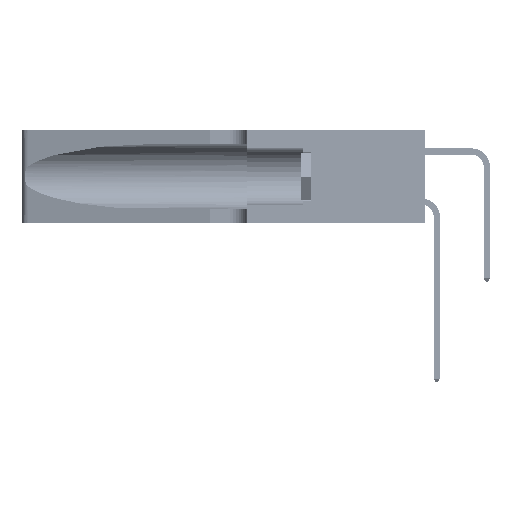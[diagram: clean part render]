
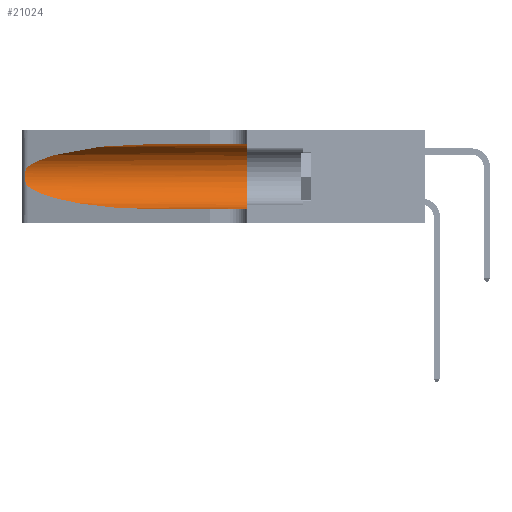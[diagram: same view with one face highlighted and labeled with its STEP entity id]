
A CAD part, left-side view. The second image highlights one B-rep face of the part: STEP entity #21024.
In plain terms, the highlighted cylindrical face has radius 3.308 mm (diameter 6.617 mm), a partial arc.
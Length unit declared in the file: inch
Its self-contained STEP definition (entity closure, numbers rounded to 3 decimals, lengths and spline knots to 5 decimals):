
#1855 = VECTOR ( 'NONE', #3984, 39.37008 ) ;
#1915 = CARTESIAN_POINT ( 'NONE',  ( 0.26017, 1.23833, 0.17102 ) ) ;
#2458 = CARTESIAN_POINT ( 'NONE',  ( 0.1305, 0.72297, 0.05475 ) ) ;
#3173 = VERTEX_POINT ( 'NONE', #32246 ) ;
#3688 = VECTOR ( 'NONE', #26413, 39.37008 ) ;
#3984 = DIRECTION ( 'NONE',  ( 0., -1., 0. ) ) ;
#4863 = CARTESIAN_POINT ( 'NONE',  ( 0.1305, 0.35, 0.185 ) ) ;
#5807 = CARTESIAN_POINT ( 'NONE',  ( 0.25487, 1.22718, 0.22369 ) ) ;
#5988 = CARTESIAN_POINT ( 'NONE',  ( 0.25555, 1.22994, 0.2215 ) ) ;
#6169 = CARTESIAN_POINT ( 'NONE',  ( 0.25789, 1.23486, 0.15765 ) ) ;
#6323 = LINE ( 'NONE', #13924, #3688 ) ;
#7002 = VERTEX_POINT ( 'NONE', #21156 ) ;
#9053 = DIRECTION ( 'NONE',  ( 0., 0., 1. ) ) ;
#9355 = VERTEX_POINT ( 'NONE', #32459 ) ;
#10070 = CARTESIAN_POINT ( 'NONE',  ( 0.1305, 0.72297, 0.31525 ) ) ;
#10371 = CARTESIAN_POINT ( 'NONE',  ( 0.25555, 1.22993, 0.14849 ) ) ;
#10730 = CARTESIAN_POINT ( 'NONE',  ( 0.25487, 1.22718, 0.14631 ) ) ;
#11721 = LINE ( 'NONE', #28893, #1855 ) ;
#12010 = EDGE_CURVE ( 'NONE', #7002, #3173, #35528, .T. ) ;
#13924 = CARTESIAN_POINT ( 'NONE',  ( 0.1305, 1.61858, 0.31525 ) ) ;
#14003 = CARTESIAN_POINT ( 'NONE',  ( 0.1305, 1.61858, 0.185 ) ) ;
#14183 = DIRECTION ( 'NONE',  ( 0., 0., -1. ) ) ;
#14295 = CARTESIAN_POINT ( 'NONE',  ( 0.2373, 1.15595, 0.28018 ) ) ;
#14680 = EDGE_CURVE ( 'NONE', #36831, #3173, #11721, .T. ) ;
#14958 = ORIENTED_EDGE ( 'NONE', *, *, #21681, .T. ) ;
#16181 = EDGE_CURVE ( 'NONE', #9355, #7002, #6323, .T. ) ;
#18554 = CARTESIAN_POINT ( 'NONE',  ( 0.25787, 1.23484, 0.2124 ) ) ;
#18693 = FACE_OUTER_BOUND ( 'NONE', #31061, .T. ) ;
#20906 = VERTEX_POINT ( 'NONE', #38304 ) ;
#21024 = ADVANCED_FACE ( 'NONE', ( #18693 ), #50422, .F. ) ;
#21156 = CARTESIAN_POINT ( 'NONE',  ( 0.1305, 0.35, 0.31525 ) ) ;
#21672 = ORIENTED_EDGE ( 'NONE', *, *, #48215, .T. ) ;
#21681 = EDGE_CURVE ( 'NONE', #9355, #28734, #52028, .T. ) ;
#22069 = CARTESIAN_POINT ( 'NONE',  ( 0.25487, 1.22718, 0.22369 ) ) ;
#22746 = CARTESIAN_POINT ( 'NONE',  ( 0.26018, 1.23835, 0.19895 ) ) ;
#26413 = DIRECTION ( 'NONE',  ( 0., -1., 0. ) ) ;
#26895 = CARTESIAN_POINT ( 'NONE',  ( 0.26075, 1.23896, 0.178 ) ) ;
#27234 = ORIENTED_EDGE ( 'NONE', *, *, #12010, .F. ) ;
#27415 = CARTESIAN_POINT ( 'NONE',  ( 0.18966, 0.96281, 0.05475 ) ) ;
#28734 = VERTEX_POINT ( 'NONE', #22069 ) ;
#28815 = B_SPLINE_CURVE_WITH_KNOTS ( 'NONE', 3,
 ( #5807, #5988, #43390, #18554, #47542, #22746, #51654, #26895, #1915, #31018, #6169, #35227, #10371, #39421 ),
 .UNSPECIFIED., .F., .F.,
 ( 4, 2, 2, 2, 2, 2, 4 ),
 ( 0., 0.00027, 0.00053, 0.00107, 0.0016, 0.00187, 0.00214 ),
 .UNSPECIFIED. ) ;
#28893 = CARTESIAN_POINT ( 'NONE',  ( 0.1305, 1.61858, 0.05475 ) ) ;
#30292 = AXIS2_PLACEMENT_3D ( 'NONE', #4863, #33910, #9053 ) ;
#30716 = CARTESIAN_POINT ( 'NONE',  ( 0.18966, 0.96281, 0.31525 ) ) ;
#31018 = CARTESIAN_POINT ( 'NONE',  ( 0.25856, 1.23593, 0.16098 ) ) ;
#31061 = EDGE_LOOP ( 'NONE', ( #14958, #35524, #21672, #46804, #27234, #35044 ) ) ;
#32246 = CARTESIAN_POINT ( 'NONE',  ( 0.1305, 0.35, 0.05475 ) ) ;
#32459 = CARTESIAN_POINT ( 'NONE',  ( 0.1305, 0.72297, 0.31525 ) ) ;
#33910 = DIRECTION ( 'NONE',  ( 0., 1., 0. ) ) ;
#35044 = ORIENTED_EDGE ( 'NONE', *, *, #16181, .F. ) ;
#35227 = CARTESIAN_POINT ( 'NONE',  ( 0.25639, 1.23186, 0.15144 ) ) ;
#35524 = ORIENTED_EDGE ( 'NONE', *, *, #38193, .T. ) ;
#35528 = CIRCLE ( 'NONE', #30292, 0.13025 ) ;
#36831 = VERTEX_POINT ( 'NONE', #38637 ) ;
#38193 = EDGE_CURVE ( 'NONE', #28734, #20906, #28815, .T. ) ;
#38304 = CARTESIAN_POINT ( 'NONE',  ( 0.25487, 1.22718, 0.14631 ) ) ;
#38637 = CARTESIAN_POINT ( 'NONE',  ( 0.1305, 0.72297, 0.05475 ) ) ;
#39421 = CARTESIAN_POINT ( 'NONE',  ( 0.25487, 1.22718, 0.14631 ) ) ;
#43272 = CARTESIAN_POINT ( 'NONE',  ( 0.25487, 1.22718, 0.22369 ) ) ;
#43390 = CARTESIAN_POINT ( 'NONE',  ( 0.25639, 1.23184, 0.21858 ) ) ;
#44118 =( BOUNDED_CURVE ( )  B_SPLINE_CURVE ( 3, ( #10730, #48052, #27415, #2458 ),
 .UNSPECIFIED., .F., .F. ) 
 B_SPLINE_CURVE_WITH_KNOTS ( ( 4, 4 ),
 ( 3.44316, 4.71239 ),
 .UNSPECIFIED. ) 
 CURVE ( )  GEOMETRIC_REPRESENTATION_ITEM ( )  RATIONAL_B_SPLINE_CURVE ( ( 1., 0.87, 0.87, 1. ) ) 
 REPRESENTATION_ITEM ( '' )  );
#45160 = AXIS2_PLACEMENT_3D ( 'NONE', #14003, #51444, #14183 ) ;
#46804 = ORIENTED_EDGE ( 'NONE', *, *, #14680, .T. ) ;
#47542 = CARTESIAN_POINT ( 'NONE',  ( 0.25854, 1.2359, 0.20912 ) ) ;
#48052 = CARTESIAN_POINT ( 'NONE',  ( 0.2373, 1.15595, 0.08982 ) ) ;
#48215 = EDGE_CURVE ( 'NONE', #20906, #36831, #44118, .T. ) ;
#50422 = CYLINDRICAL_SURFACE ( 'NONE', #45160, 0.13025 ) ;
#51444 = DIRECTION ( 'NONE',  ( 0., -1., 0. ) ) ;
#51654 = CARTESIAN_POINT ( 'NONE',  ( 0.26075, 1.23896, 0.19203 ) ) ;
#52028 =( BOUNDED_CURVE ( )  B_SPLINE_CURVE ( 3, ( #10070, #30716, #14295, #43272 ),
 .UNSPECIFIED., .F., .T. ) 
 B_SPLINE_CURVE_WITH_KNOTS ( ( 4, 4 ),
 ( 1.5708, 2.84003 ),
 .UNSPECIFIED. ) 
 CURVE ( )  GEOMETRIC_REPRESENTATION_ITEM ( )  RATIONAL_B_SPLINE_CURVE ( ( 1., 0.87, 0.87, 1. ) ) 
 REPRESENTATION_ITEM ( '' )  );
